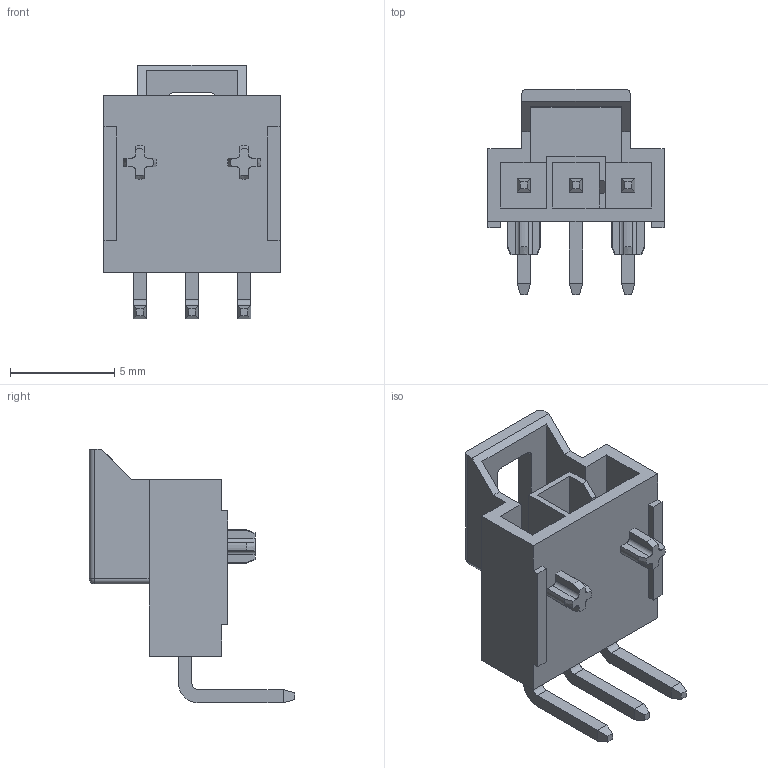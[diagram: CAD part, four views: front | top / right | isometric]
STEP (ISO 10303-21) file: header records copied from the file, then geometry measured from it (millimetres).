
FILE_DESCRIPTION( ( 'STEP AP214' ), '1' );
FILE_NAME( '1053131103.stp', '2021-06-19T22:54:01', ( 'License CC BY-ND 4.0' ), ( 'CADENAS' ), ' ', 'PARTsolutions', ' ' );
FILE_SCHEMA( ( 'AUTOMOTIVE_DESIGN { 1 0 10303 214 1 1 1 1 }' ) );
Length unit declared in the file: millimetre
Products named in the file (2): 1053131103; 1
Assembly tree (1 placements, depth 2):
  1053131103
    1
Bounding box: 8.44 x 9.84 x 12.16 mm (x, y, z)
Volume: 200.2 mm3; surface area: 638 mm2
Topology: 1 solids, 1 shells, 164 faces, 436 edges, 280 vertices
Faces by surface type: plane 124, cylinder 30, cone 8, sphere 2
Entity records: 5085 total; most frequent: CARTESIAN_POINT 946, ORIENTED_EDGE 872, DIRECTION 820, EDGE_CURVE 436, LINE 352, VECTOR 352, VERTEX_POINT 280, AXIS2_PLACEMENT_3D 234
